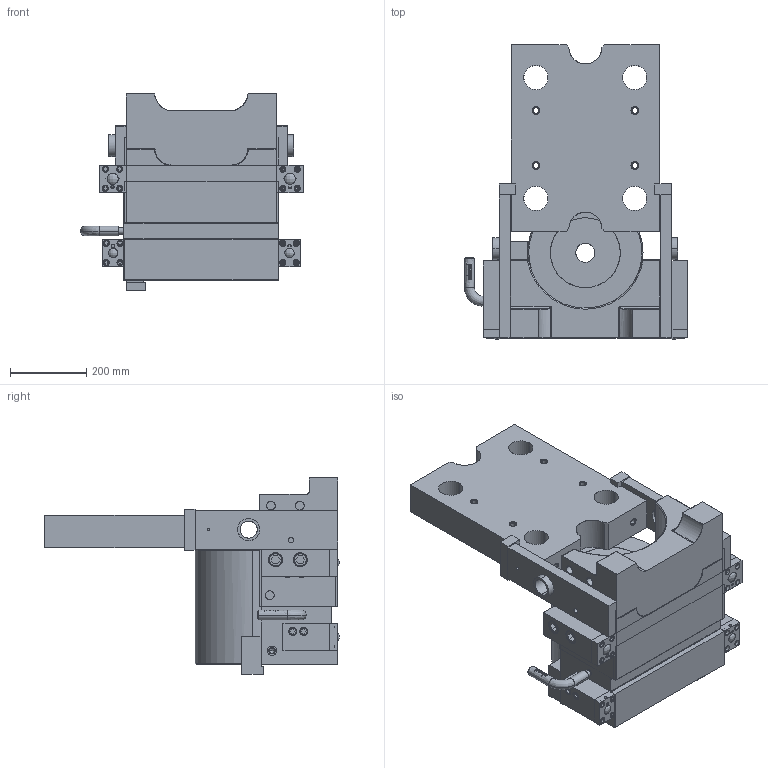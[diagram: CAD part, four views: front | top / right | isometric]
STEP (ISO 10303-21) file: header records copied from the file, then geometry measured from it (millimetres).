
FILE_DESCRIPTION(('FreeCAD Model'),'2;1');
FILE_NAME('Open CASCADE Shape Model','2025-05-04T12:44:13',('FreeCAD'),( 'FreeCAD'),'Open CASCADE STEP processor 7.6','FreeCAD','Unknown');
FILE_SCHEMA(('AUTOMOTIVE_DESIGN { 1 0 10303 214 1 1 1 1 }'));
Products named in the file (1): Open CASCADE STEP translator 7.6 1
Bounding box: 585.56 x 773.43 x 516.34 mm (x, y, z)
Surface area: 3318479.9 mm2 (no closed solid volume)
Topology: 0 solids, 1814 shells, 1814 faces, 8748 edges, 8656 vertices
Faces by surface type: bspline 1814
Entity records: 90495 total; most frequent: CARTESIAN_POINT 49427, ORIENTED_EDGE 8656, EDGE_CURVE 8656, VERTEX_POINT 8656, B_SPLINE_CURVE_WITH_KNOTS 4348, FACE_BOUND 2150, EDGE_LOOP 2150, SHELL_BASED_SURFACE_MODEL 1814
